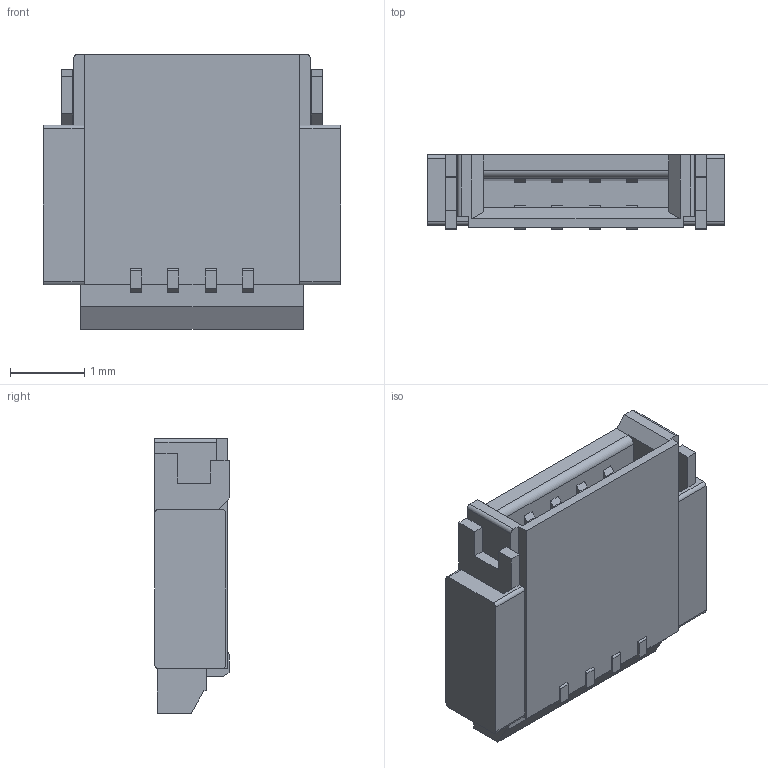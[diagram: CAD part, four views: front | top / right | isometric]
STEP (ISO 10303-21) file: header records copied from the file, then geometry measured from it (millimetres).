
FILE_DESCRIPTION (( 'STEP AP214' ), '1' );
FILE_NAME ('ayf530435-closed.step', '2012-03-21T00:48:53', ( '' ), ( '(C)Panasonic Corporation 2012' ), '', '', '' );
FILE_SCHEMA (( 'AUTOMOTIVE_DESIGN' ));
Length unit declared in the file: millimetre
Products named in the file (1): ayf530435-closed
Bounding box: 4 x 1 x 3.7 mm (x, y, z)
Volume: 10.7 mm3; surface area: 56.9 mm2
Topology: 1 solids, 1 shells, 167 faces, 477 edges, 316 vertices
Faces by surface type: plane 128, cylinder 39
Entity records: 5445 total; most frequent: CARTESIAN_POINT 961, ORIENTED_EDGE 954, DIRECTION 893, EDGE_CURVE 477, VECTOR 397, LINE 397, VERTEX_POINT 316, AXIS2_PLACEMENT_3D 248
